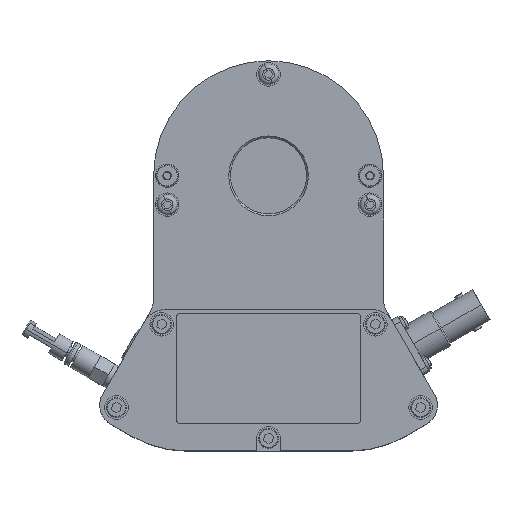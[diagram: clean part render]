
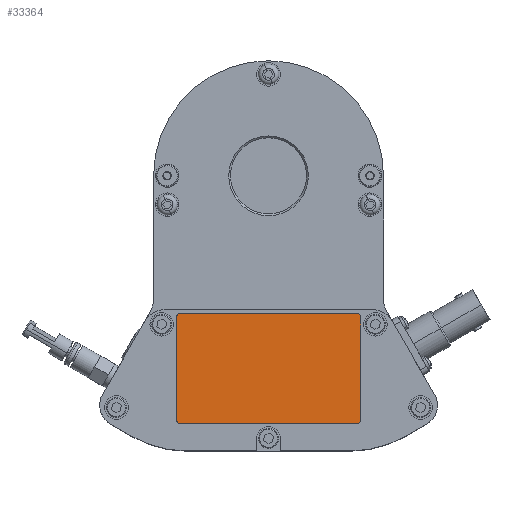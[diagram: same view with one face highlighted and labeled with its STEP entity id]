
A CAD part, top view. The second image highlights one B-rep face of the part: STEP entity #33364.
In plain terms, the highlighted planar face has unit normal (0, 0, 1).
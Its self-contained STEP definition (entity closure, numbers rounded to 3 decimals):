
#589 = EDGE_CURVE ( 'NONE', #3952, #23673, #25521, .T. ) ;
#858 = ORIENTED_EDGE ( 'NONE', *, *, #589, .T. ) ;
#2228 = DIRECTION ( 'NONE',  ( 0., 0., 1. ) ) ;
#2536 = DIRECTION ( 'NONE',  ( 1., 0., 0. ) ) ;
#3081 = EDGE_CURVE ( 'NONE', #51555, #37887, #5489, .T. ) ;
#3952 = VERTEX_POINT ( 'NONE', #4136 ) ;
#4136 = CARTESIAN_POINT ( 'NONE',  ( 24.4, -38., 19.254 ) ) ;
#4575 = VECTOR ( 'NONE', #38670, 1000. ) ;
#5489 = CIRCLE ( 'NONE', #32595, 1. ) ;
#5617 = CARTESIAN_POINT ( 'NONE',  ( 24.4, -68.48, 19.254 ) ) ;
#6031 = CARTESIAN_POINT ( 'NONE',  ( -25.4, -39., 19.254 ) ) ;
#6607 = CARTESIAN_POINT ( 'NONE',  ( -24.4, -38., 19.254 ) ) ;
#7755 = VERTEX_POINT ( 'NONE', #44368 ) ;
#8614 = CARTESIAN_POINT ( 'NONE',  ( 25.4, -39., 19.254 ) ) ;
#9377 = CARTESIAN_POINT ( 'NONE',  ( -24.4, -67.48, 19.254 ) ) ;
#11465 = AXIS2_PLACEMENT_3D ( 'NONE', #9377, #38415, #13527 ) ;
#11582 = FACE_OUTER_BOUND ( 'NONE', #29410, .T. ) ;
#13527 = DIRECTION ( 'NONE',  ( 1., 0., 0. ) ) ;
#14184 = CARTESIAN_POINT ( 'NONE',  ( 24.4, -67.48, 19.254 ) ) ;
#16782 = CARTESIAN_POINT ( 'NONE',  ( -24.4, -39., 19.254 ) ) ;
#18376 = DIRECTION ( 'NONE',  ( 1., 0., 0. ) ) ;
#19364 = DIRECTION ( 'NONE',  ( 0., 0., 1. ) ) ;
#19403 = VERTEX_POINT ( 'NONE', #36039 ) ;
#20606 = EDGE_CURVE ( 'NONE', #23673, #25196, #26204, .T. ) ;
#20920 = DIRECTION ( 'NONE',  ( 0., 1., 0. ) ) ;
#20958 = DIRECTION ( 'NONE',  ( 1., 0., 0. ) ) ;
#23673 = VERTEX_POINT ( 'NONE', #44137 ) ;
#25196 = VERTEX_POINT ( 'NONE', #6031 ) ;
#25521 = LINE ( 'NONE', #6607, #46344 ) ;
#25534 = VECTOR ( 'NONE', #20920, 1000. ) ;
#26204 = CIRCLE ( 'NONE', #31880, 1. ) ;
#26413 = ORIENTED_EDGE ( 'NONE', *, *, #32203, .T. ) ;
#27085 = CARTESIAN_POINT ( 'NONE',  ( -24.4, -67.48, 19.254 ) ) ;
#29410 = EDGE_LOOP ( 'NONE', ( #45623, #43170, #33313, #26413, #32614, #858, #44768, #37548 ) ) ;
#30665 = DIRECTION ( 'NONE',  ( -1., 0., 0. ) ) ;
#31251 = DIRECTION ( 'NONE',  ( 1., 0., 0. ) ) ;
#31549 = CARTESIAN_POINT ( 'NONE',  ( -24.4, -68.48, 19.254 ) ) ;
#31880 = AXIS2_PLACEMENT_3D ( 'NONE', #16782, #45876, #20958 ) ;
#32203 = EDGE_CURVE ( 'NONE', #37887, #7755, #40498, .T. ) ;
#32595 = AXIS2_PLACEMENT_3D ( 'NONE', #14184, #43260, #18376 ) ;
#32614 = ORIENTED_EDGE ( 'NONE', *, *, #36544, .T. ) ;
#33046 = EDGE_CURVE ( 'NONE', #19403, #51555, #35713, .T. ) ;
#33313 = ORIENTED_EDGE ( 'NONE', *, *, #3081, .T. ) ;
#33364 = ADVANCED_FACE ( 'NONE', ( #11582 ), #46626, .T. ) ;
#34393 = VECTOR ( 'NONE', #2536, 1000. ) ;
#35713 = LINE ( 'NONE', #31549, #34393 ) ;
#36039 = CARTESIAN_POINT ( 'NONE',  ( -24.4, -68.48, 19.254 ) ) ;
#36544 = EDGE_CURVE ( 'NONE', #7755, #3952, #41268, .T. ) ;
#36670 = VERTEX_POINT ( 'NONE', #40783 ) ;
#37548 = ORIENTED_EDGE ( 'NONE', *, *, #38768, .T. ) ;
#37706 = LINE ( 'NONE', #38857, #4575 ) ;
#37887 = VERTEX_POINT ( 'NONE', #48222 ) ;
#38415 = DIRECTION ( 'NONE',  ( 0., 0., 1. ) ) ;
#38670 = DIRECTION ( 'NONE',  ( 0., -1., 0. ) ) ;
#38768 = EDGE_CURVE ( 'NONE', #25196, #36670, #37706, .T. ) ;
#38857 = CARTESIAN_POINT ( 'NONE',  ( -25.4, -39., 19.254 ) ) ;
#40285 = AXIS2_PLACEMENT_3D ( 'NONE', #27085, #2228, #31251 ) ;
#40498 = LINE ( 'NONE', #8614, #25534 ) ;
#40783 = CARTESIAN_POINT ( 'NONE',  ( -25.4, -67.48, 19.254 ) ) ;
#41268 = CIRCLE ( 'NONE', #43420, 1. ) ;
#42833 = EDGE_CURVE ( 'NONE', #36670, #19403, #50396, .T. ) ;
#43170 = ORIENTED_EDGE ( 'NONE', *, *, #33046, .T. ) ;
#43260 = DIRECTION ( 'NONE',  ( 0., 0., 1. ) ) ;
#43420 = AXIS2_PLACEMENT_3D ( 'NONE', #44254, #19364, #48447 ) ;
#44137 = CARTESIAN_POINT ( 'NONE',  ( -24.4, -38., 19.254 ) ) ;
#44254 = CARTESIAN_POINT ( 'NONE',  ( 24.4, -39., 19.254 ) ) ;
#44368 = CARTESIAN_POINT ( 'NONE',  ( 25.4, -39., 19.254 ) ) ;
#44768 = ORIENTED_EDGE ( 'NONE', *, *, #20606, .T. ) ;
#45623 = ORIENTED_EDGE ( 'NONE', *, *, #42833, .T. ) ;
#45876 = DIRECTION ( 'NONE',  ( 0., 0., 1. ) ) ;
#46344 = VECTOR ( 'NONE', #30665, 1000. ) ;
#46626 = PLANE ( 'NONE',  #11465 ) ;
#48222 = CARTESIAN_POINT ( 'NONE',  ( 25.4, -67.48, 19.254 ) ) ;
#48447 = DIRECTION ( 'NONE',  ( -1., 0., 0. ) ) ;
#50396 = CIRCLE ( 'NONE', #40285, 1. ) ;
#51555 = VERTEX_POINT ( 'NONE', #5617 ) ;
